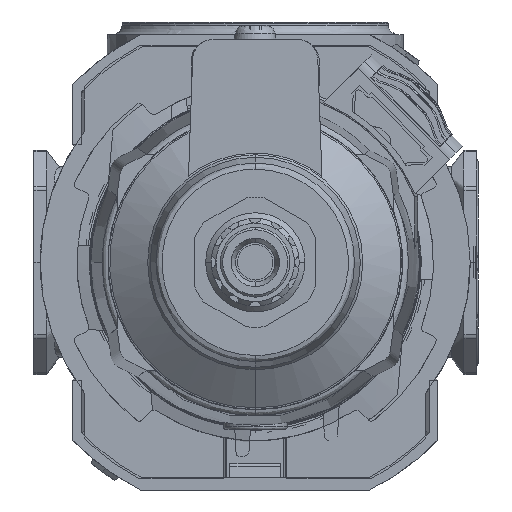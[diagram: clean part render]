
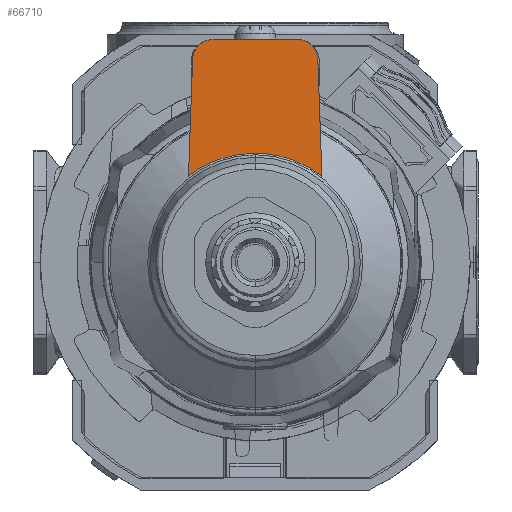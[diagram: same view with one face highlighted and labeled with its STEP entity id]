
A CAD part, front view. The second image highlights one B-rep face of the part: STEP entity #66710.
In plain terms, the highlighted planar face has unit normal (0, -1, 0).
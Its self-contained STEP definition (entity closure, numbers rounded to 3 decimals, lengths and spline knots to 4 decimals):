
#733 = EDGE_CURVE ( 'NONE', #40383, #57973, #25688, .T. ) ;
#848 = VECTOR ( 'NONE', #7719, 39.3701 ) ;
#1457 = CARTESIAN_POINT ( 'NONE',  ( -0.3897, -4.1583, 1.2643 ) ) ;
#2138 = B_SPLINE_CURVE_WITH_KNOTS ( 'NONE', 3,
 ( #77958, #84735, #47860, #69722, #24558, #18242 ),
 .UNSPECIFIED., .F., .F.,
 ( 4, 2, 4 ),
 ( 0.5, 0.75, 1. ),
 .UNSPECIFIED. ) ;
#2415 = CARTESIAN_POINT ( 'NONE',  ( -0.2619, -4.1583, 1.3878 ) ) ;
#2965 = VERTEX_POINT ( 'NONE', #67319 ) ;
#3750 = CARTESIAN_POINT ( 'NONE',  ( 0.3721, -4.1583, 1.3268 ) ) ;
#3936 = CARTESIAN_POINT ( 'NONE',  ( 0.3897, -4.1583, 1.2643 ) ) ;
#7719 = DIRECTION ( 'NONE',  ( 0.035, 0., 0.999 ) ) ;
#8020 = CARTESIAN_POINT ( 'NONE',  ( -0.2619, -4.1583, 1.2598 ) ) ;
#9705 = CARTESIAN_POINT ( 'NONE',  ( -0.3625, -4.1583, 1.3405 ) ) ;
#14058 = EDGE_CURVE ( 'NONE', #72065, #40383, #40902, .T. ) ;
#14778 = CARTESIAN_POINT ( 'NONE',  ( -0.2619, -4.1583, 1.3878 ) ) ;
#16753 = VECTOR ( 'NONE', #29299, 39.3701 ) ;
#17901 = CARTESIAN_POINT ( 'NONE',  ( 0.3562, -4.1583, 0.5828 ) ) ;
#18242 = CARTESIAN_POINT ( 'NONE',  ( -0.4151, -4.1583, 0.5373 ) ) ;
#18377 = CARTESIAN_POINT ( 'NONE',  ( 0.2898, -4.1583, 0.6185 ) ) ;
#18520 = ORIENTED_EDGE ( 'NONE', *, *, #94477, .F. ) ;
#24558 = CARTESIAN_POINT ( 'NONE',  ( -0.3562, -4.1583, 0.5828 ) ) ;
#25681 = CARTESIAN_POINT ( 'NONE',  ( -0.2946, -4.1583, 1.3846 ) ) ;
#25688 = B_SPLINE_CURVE_WITH_KNOTS ( 'NONE', 3,
 ( #70258, #28316, #72516, #70744, #57943, #87524, #3750, #92529, #85270, #78009 ),
 .UNSPECIFIED., .F., .F.,
 ( 4, 2, 2, 2, 4 ),
 ( 0., 0.25, 0.5, 0.75, 1. ),
 .UNSPECIFIED. ) ;
#28316 = CARTESIAN_POINT ( 'NONE',  ( 0.2782, -4.1583, 1.3878 ) ) ;
#29299 = DIRECTION ( 'NONE',  ( 0.035, 0., -0.999 ) ) ;
#31892 = ORIENTED_EDGE ( 'NONE', *, *, #85539, .F. ) ;
#37612 = DIRECTION ( 'NONE',  ( 0., 0., 1. ) ) ;
#39450 = CARTESIAN_POINT ( 'NONE',  ( -0.2619, -4.1583, 1.3878 ) ) ;
#40383 = VERTEX_POINT ( 'NONE', #65479 ) ;
#40902 = LINE ( 'NONE', #39450, #80184 ) ;
#43382 = LINE ( 'NONE', #65732, #16753 ) ;
#43902 = CARTESIAN_POINT ( 'NONE',  ( 0.4151, -4.1583, 0.5373 ) ) ;
#45999 = LINE ( 'NONE', #52830, #848 ) ;
#47507 = CARTESIAN_POINT ( 'NONE',  ( 0.1489, -4.1583, 0.6666 ) ) ;
#47860 = CARTESIAN_POINT ( 'NONE',  ( -0.1489, -4.1583, 0.6666 ) ) ;
#48727 = ORIENTED_EDGE ( 'NONE', *, *, #14058, .F. ) ;
#49556 = B_SPLINE_CURVE_WITH_KNOTS ( 'NONE', 3,
 ( #84394, #17901, #18377, #47507, #60640, #90216 ),
 .UNSPECIFIED., .F., .F.,
 ( 4, 2, 4 ),
 ( 0., 0.25, 0.5 ),
 .UNSPECIFIED. ) ;
#50095 = CARTESIAN_POINT ( 'NONE',  ( -0.4151, -4.1583, 0.5373 ) ) ;
#50743 = DIRECTION ( 'NONE',  ( 0., 1., 0. ) ) ;
#52830 = CARTESIAN_POINT ( 'NONE',  ( -0.4198, -4.1583, 0.4035 ) ) ;
#53401 = CARTESIAN_POINT ( 'NONE',  ( -0.3721, -4.1583, 1.3268 ) ) ;
#54008 = ORIENTED_EDGE ( 'NONE', *, *, #733, .F. ) ;
#54344 = CARTESIAN_POINT ( 'NONE',  ( -0.3892, -4.1583, 1.2807 ) ) ;
#55425 = ORIENTED_EDGE ( 'NONE', *, *, #59546, .F. ) ;
#57943 = CARTESIAN_POINT ( 'NONE',  ( 0.339, -4.1583, 1.3633 ) ) ;
#57973 = VERTEX_POINT ( 'NONE', #3936 ) ;
#59008 = ORIENTED_EDGE ( 'NONE', *, *, #87250, .F. ) ;
#59546 = EDGE_CURVE ( 'NONE', #66798, #72065, #94753, .T. ) ;
#60640 = CARTESIAN_POINT ( 'NONE',  ( 0.0744, -4.1583, 0.679 ) ) ;
#60876 = CARTESIAN_POINT ( 'NONE',  ( -0.3897, -4.1583, 1.2643 ) ) ;
#61462 = EDGE_CURVE ( 'NONE', #57973, #84589, #43382, .T. ) ;
#61950 = ORIENTED_EDGE ( 'NONE', *, *, #61462, .F. ) ;
#62109 = CARTESIAN_POINT ( 'NONE',  ( -0.339, -4.1583, 1.3633 ) ) ;
#65479 = CARTESIAN_POINT ( 'NONE',  ( 0.2619, -4.1583, 1.3878 ) ) ;
#65732 = CARTESIAN_POINT ( 'NONE',  ( 0.3897, -4.1583, 1.2643 ) ) ;
#66710 = ADVANCED_FACE ( 'NONE', ( #73074 ), #89043, .F. ) ;
#66798 = VERTEX_POINT ( 'NONE', #60876 ) ;
#67319 = CARTESIAN_POINT ( 'NONE',  ( 0., -4.1583, 0.679 ) ) ;
#69722 = CARTESIAN_POINT ( 'NONE',  ( -0.2898, -4.1583, 0.6185 ) ) ;
#70258 = CARTESIAN_POINT ( 'NONE',  ( 0.2619, -4.1583, 1.3878 ) ) ;
#70550 = DIRECTION ( 'NONE',  ( 1., 0., 0. ) ) ;
#70744 = CARTESIAN_POINT ( 'NONE',  ( 0.325, -4.1583, 1.3723 ) ) ;
#72065 = VERTEX_POINT ( 'NONE', #14778 ) ;
#72516 = CARTESIAN_POINT ( 'NONE',  ( 0.2946, -4.1583, 1.3846 ) ) ;
#73074 = FACE_OUTER_BOUND ( 'NONE', #76050, .T. ) ;
#73122 = AXIS2_PLACEMENT_3D ( 'NONE', #8020, #50743, #37612 ) ;
#76050 = EDGE_LOOP ( 'NONE', ( #18520, #61950, #54008, #48727, #55425, #59008, #31892 ) ) ;
#77958 = CARTESIAN_POINT ( 'NONE',  ( 0., -4.1583, 0.679 ) ) ;
#78009 = CARTESIAN_POINT ( 'NONE',  ( 0.3897, -4.1583, 1.2643 ) ) ;
#80184 = VECTOR ( 'NONE', #70550, 39.3701 ) ;
#84394 = CARTESIAN_POINT ( 'NONE',  ( 0.4151, -4.1583, 0.5373 ) ) ;
#84589 = VERTEX_POINT ( 'NONE', #43902 ) ;
#84735 = CARTESIAN_POINT ( 'NONE',  ( -0.0744, -4.1583, 0.679 ) ) ;
#85270 = CARTESIAN_POINT ( 'NONE',  ( 0.3892, -4.1583, 1.2807 ) ) ;
#85539 = EDGE_CURVE ( 'NONE', #2965, #89049, #2138, .T. ) ;
#87250 = EDGE_CURVE ( 'NONE', #89049, #66798, #45999, .T. ) ;
#87524 = CARTESIAN_POINT ( 'NONE',  ( 0.3625, -4.1583, 1.3405 ) ) ;
#89043 = PLANE ( 'NONE',  #73122 ) ;
#89049 = VERTEX_POINT ( 'NONE', #50095 ) ;
#90216 = CARTESIAN_POINT ( 'NONE',  ( 0., -4.1583, 0.679 ) ) ;
#90244 = CARTESIAN_POINT ( 'NONE',  ( -0.325, -4.1583, 1.3723 ) ) ;
#91683 = CARTESIAN_POINT ( 'NONE',  ( -0.2782, -4.1583, 1.3878 ) ) ;
#92169 = CARTESIAN_POINT ( 'NONE',  ( -0.3854, -4.1583, 1.2969 ) ) ;
#92529 = CARTESIAN_POINT ( 'NONE',  ( 0.3854, -4.1583, 1.2969 ) ) ;
#94477 = EDGE_CURVE ( 'NONE', #84589, #2965, #49556, .T. ) ;
#94753 = B_SPLINE_CURVE_WITH_KNOTS ( 'NONE', 3,
 ( #1457, #54344, #92169, #53401, #9705, #62109, #90244, #25681, #91683, #2415 ),
 .UNSPECIFIED., .F., .F.,
 ( 4, 2, 2, 2, 4 ),
 ( 0., 0.25, 0.5, 0.75, 1. ),
 .UNSPECIFIED. ) ;
